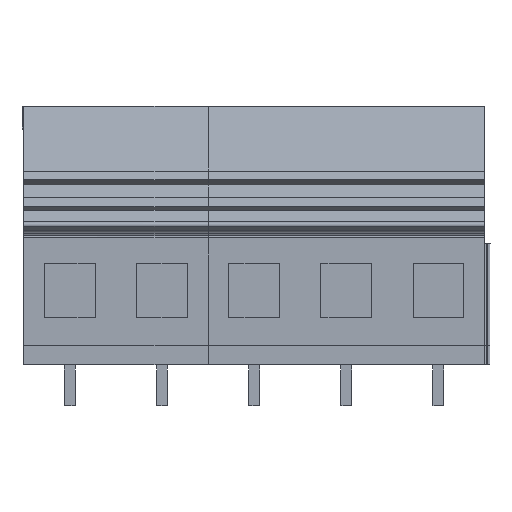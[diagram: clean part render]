
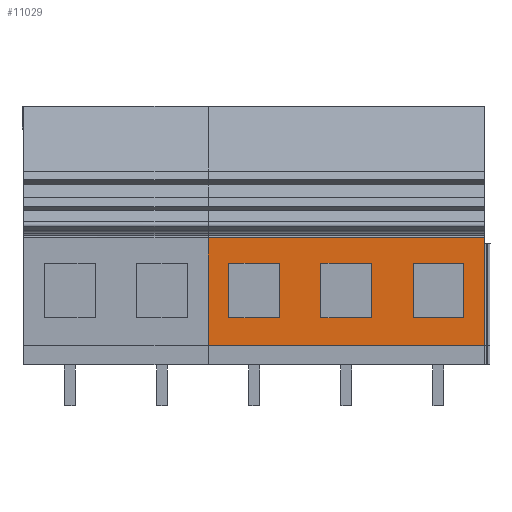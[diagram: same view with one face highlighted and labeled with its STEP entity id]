
A CAD part, front view. The second image highlights one B-rep face of the part: STEP entity #11029.
In plain terms, the highlighted planar face has unit normal (0, -1, 0).
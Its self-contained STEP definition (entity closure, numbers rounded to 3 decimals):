
#10914=AXIS2_PLACEMENT_3D('Plane Axis2P3D',#10911,#10912,#10913) ;
#9540=CARTESIAN_POINT('Vertex',(20.52,0.,6.6)) ;
#9543=CARTESIAN_POINT('Line Origine',(20.52,0.,12.55)) ;
#9547=CARTESIAN_POINT('Vertex',(20.52,0.,18.5)) ;
#10002=CARTESIAN_POINT('Vertex',(51.,0.,18.5)) ;
#10005=CARTESIAN_POINT('Line Origine',(51.,0.,12.55)) ;
#10009=CARTESIAN_POINT('Vertex',(51.,0.,6.6)) ;
#10735=CARTESIAN_POINT('Line Origine',(35.76,0.,6.6)) ;
#10911=CARTESIAN_POINT('Axis2P3D Location',(20.52,0.,6.6)) ;
#10916=CARTESIAN_POINT('Line Origine',(35.76,0.,18.5)) ;
#10927=CARTESIAN_POINT('Line Origine',(28.4,0.,12.7)) ;
#10931=CARTESIAN_POINT('Vertex',(28.4,0.,9.7)) ;
#10933=CARTESIAN_POINT('Vertex',(28.4,0.,15.7)) ;
#10936=CARTESIAN_POINT('Line Origine',(25.6,0.,9.7)) ;
#10940=CARTESIAN_POINT('Vertex',(22.8,0.,9.7)) ;
#10943=CARTESIAN_POINT('Line Origine',(22.8,0.,12.7)) ;
#10947=CARTESIAN_POINT('Vertex',(22.8,0.,15.7)) ;
#10950=CARTESIAN_POINT('Line Origine',(25.6,0.,15.7)) ;
#10961=CARTESIAN_POINT('Line Origine',(35.76,0.,15.7)) ;
#10965=CARTESIAN_POINT('Vertex',(38.56,0.,15.7)) ;
#10967=CARTESIAN_POINT('Vertex',(32.96,0.,15.7)) ;
#10970=CARTESIAN_POINT('Line Origine',(38.56,0.,12.7)) ;
#10974=CARTESIAN_POINT('Vertex',(38.56,0.,9.7)) ;
#10977=CARTESIAN_POINT('Line Origine',(35.76,0.,9.7)) ;
#10981=CARTESIAN_POINT('Vertex',(32.96,0.,9.7)) ;
#10984=CARTESIAN_POINT('Line Origine',(32.96,0.,12.7)) ;
#10995=CARTESIAN_POINT('Line Origine',(45.92,0.,15.7)) ;
#10999=CARTESIAN_POINT('Vertex',(48.72,0.,15.7)) ;
#11001=CARTESIAN_POINT('Vertex',(43.12,0.,15.7)) ;
#11004=CARTESIAN_POINT('Line Origine',(48.72,0.,12.7)) ;
#11008=CARTESIAN_POINT('Vertex',(48.72,0.,9.7)) ;
#11011=CARTESIAN_POINT('Line Origine',(45.92,0.,9.7)) ;
#11015=CARTESIAN_POINT('Vertex',(43.12,0.,9.7)) ;
#11018=CARTESIAN_POINT('Line Origine',(43.12,0.,12.7)) ;
#9544=DIRECTION('Vector Direction',(0.,0.,1.)) ;
#10006=DIRECTION('Vector Direction',(0.,0.,1.)) ;
#10736=DIRECTION('Vector Direction',(1.,0.,0.)) ;
#10912=DIRECTION('Axis2P3D Direction',(0.,1.,0.)) ;
#10913=DIRECTION('Axis2P3D XDirection',(0.,0.,1.)) ;
#10917=DIRECTION('Vector Direction',(1.,0.,0.)) ;
#10928=DIRECTION('Vector Direction',(0.,0.,-1.)) ;
#10937=DIRECTION('Vector Direction',(-1.,0.,0.)) ;
#10944=DIRECTION('Vector Direction',(0.,0.,-1.)) ;
#10951=DIRECTION('Vector Direction',(-1.,0.,0.)) ;
#10962=DIRECTION('Vector Direction',(-1.,0.,0.)) ;
#10971=DIRECTION('Vector Direction',(0.,0.,-1.)) ;
#10978=DIRECTION('Vector Direction',(-1.,0.,0.)) ;
#10985=DIRECTION('Vector Direction',(0.,0.,-1.)) ;
#10996=DIRECTION('Vector Direction',(-1.,0.,0.)) ;
#11005=DIRECTION('Vector Direction',(0.,0.,-1.)) ;
#11012=DIRECTION('Vector Direction',(-1.,0.,0.)) ;
#11019=DIRECTION('Vector Direction',(0.,0.,-1.)) ;
#9545=VECTOR('Line Direction',#9544,1.) ;
#10007=VECTOR('Line Direction',#10006,1.) ;
#10737=VECTOR('Line Direction',#10736,1.) ;
#10918=VECTOR('Line Direction',#10917,1.) ;
#10929=VECTOR('Line Direction',#10928,1.) ;
#10938=VECTOR('Line Direction',#10937,1.) ;
#10945=VECTOR('Line Direction',#10944,1.) ;
#10952=VECTOR('Line Direction',#10951,1.) ;
#10963=VECTOR('Line Direction',#10962,1.) ;
#10972=VECTOR('Line Direction',#10971,1.) ;
#10979=VECTOR('Line Direction',#10978,1.) ;
#10986=VECTOR('Line Direction',#10985,1.) ;
#10997=VECTOR('Line Direction',#10996,1.) ;
#11006=VECTOR('Line Direction',#11005,1.) ;
#11013=VECTOR('Line Direction',#11012,1.) ;
#11020=VECTOR('Line Direction',#11019,1.) ;
#10922=ORIENTED_EDGE('',*,*,#10011,.T.) ;
#10923=ORIENTED_EDGE('',*,*,#10920,.F.) ;
#10924=ORIENTED_EDGE('',*,*,#9549,.F.) ;
#10925=ORIENTED_EDGE('',*,*,#10739,.T.) ;
#10956=ORIENTED_EDGE('',*,*,#10935,.F.) ;
#10957=ORIENTED_EDGE('',*,*,#10942,.F.) ;
#10958=ORIENTED_EDGE('',*,*,#10949,.F.) ;
#10959=ORIENTED_EDGE('',*,*,#10954,.F.) ;
#10990=ORIENTED_EDGE('',*,*,#10969,.F.) ;
#10991=ORIENTED_EDGE('',*,*,#10976,.F.) ;
#10992=ORIENTED_EDGE('',*,*,#10983,.F.) ;
#10993=ORIENTED_EDGE('',*,*,#10988,.F.) ;
#11024=ORIENTED_EDGE('',*,*,#11003,.F.) ;
#11025=ORIENTED_EDGE('',*,*,#11010,.F.) ;
#11026=ORIENTED_EDGE('',*,*,#11017,.F.) ;
#11027=ORIENTED_EDGE('',*,*,#11022,.F.) ;
#10960=FACE_BOUND('',#10955,.T.) ;
#10994=FACE_BOUND('',#10989,.T.) ;
#11028=FACE_BOUND('',#11023,.T.) ;
#11029=ADVANCED_FACE('5 pole',(#10926,#10960,#10994,#11028),#10915,.F.) ;
#9549=EDGE_CURVE('',#9541,#9548,#9546,.T.) ;
#10011=EDGE_CURVE('',#10010,#10003,#10008,.T.) ;
#10739=EDGE_CURVE('',#9541,#10010,#10738,.T.) ;
#10920=EDGE_CURVE('',#9548,#10003,#10919,.T.) ;
#10935=EDGE_CURVE('',#10932,#10934,#10930,.F.) ;
#10942=EDGE_CURVE('',#10941,#10932,#10939,.F.) ;
#10949=EDGE_CURVE('',#10948,#10941,#10946,.T.) ;
#10954=EDGE_CURVE('',#10934,#10948,#10953,.T.) ;
#10969=EDGE_CURVE('',#10966,#10968,#10964,.T.) ;
#10976=EDGE_CURVE('',#10975,#10966,#10973,.F.) ;
#10983=EDGE_CURVE('',#10982,#10975,#10980,.F.) ;
#10988=EDGE_CURVE('',#10968,#10982,#10987,.T.) ;
#11003=EDGE_CURVE('',#11000,#11002,#10998,.T.) ;
#11010=EDGE_CURVE('',#11009,#11000,#11007,.F.) ;
#11017=EDGE_CURVE('',#11016,#11009,#11014,.F.) ;
#11022=EDGE_CURVE('',#11002,#11016,#11021,.T.) ;
#10921=EDGE_LOOP('',(#10922,#10923,#10924,#10925)) ;
#10955=EDGE_LOOP('',(#10956,#10957,#10958,#10959)) ;
#10989=EDGE_LOOP('',(#10990,#10991,#10992,#10993)) ;
#11023=EDGE_LOOP('',(#11024,#11025,#11026,#11027)) ;
#10926=FACE_OUTER_BOUND('',#10921,.T.) ;
#9546=LINE('Line',#9543,#9545) ;
#10008=LINE('Line',#10005,#10007) ;
#10738=LINE('Line',#10735,#10737) ;
#10919=LINE('Line',#10916,#10918) ;
#10930=LINE('Line',#10927,#10929) ;
#10939=LINE('Line',#10936,#10938) ;
#10946=LINE('Line',#10943,#10945) ;
#10953=LINE('Line',#10950,#10952) ;
#10964=LINE('Line',#10961,#10963) ;
#10973=LINE('Line',#10970,#10972) ;
#10980=LINE('Line',#10977,#10979) ;
#10987=LINE('Line',#10984,#10986) ;
#10998=LINE('Line',#10995,#10997) ;
#11007=LINE('Line',#11004,#11006) ;
#11014=LINE('Line',#11011,#11013) ;
#11021=LINE('Line',#11018,#11020) ;
#10915=PLANE('',#10914) ;
#9541=VERTEX_POINT('',#9540) ;
#9548=VERTEX_POINT('',#9547) ;
#10003=VERTEX_POINT('',#10002) ;
#10010=VERTEX_POINT('',#10009) ;
#10932=VERTEX_POINT('',#10931) ;
#10934=VERTEX_POINT('',#10933) ;
#10941=VERTEX_POINT('',#10940) ;
#10948=VERTEX_POINT('',#10947) ;
#10966=VERTEX_POINT('',#10965) ;
#10968=VERTEX_POINT('',#10967) ;
#10975=VERTEX_POINT('',#10974) ;
#10982=VERTEX_POINT('',#10981) ;
#11000=VERTEX_POINT('',#10999) ;
#11002=VERTEX_POINT('',#11001) ;
#11009=VERTEX_POINT('',#11008) ;
#11016=VERTEX_POINT('',#11015) ;
